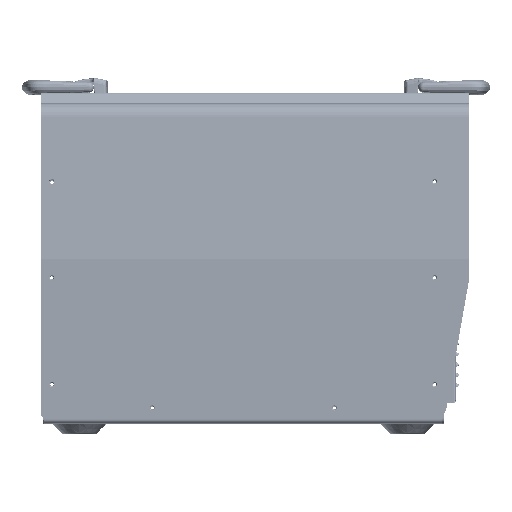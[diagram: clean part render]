
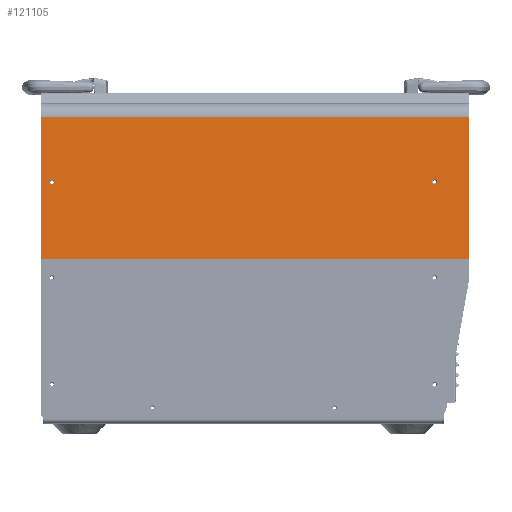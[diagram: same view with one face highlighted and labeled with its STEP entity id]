
A CAD part, top view. The second image highlights one B-rep face of the part: STEP entity #121105.
In plain terms, the highlighted planar face has unit normal (0, 0.087, 0.996).
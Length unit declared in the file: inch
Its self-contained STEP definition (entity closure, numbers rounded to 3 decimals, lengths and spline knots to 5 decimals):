
#1081 = CARTESIAN_POINT ( 'NONE',  ( 0.358, 11.14994, 5.6215 ) ) ;
#2311 = CARTESIAN_POINT ( 'NONE',  ( 0.358, 11.02541, 5.63239 ) ) ;
#4920 = EDGE_LOOP ( 'NONE', ( #43893, #138436 ) ) ;
#7057 = LINE ( 'NONE', #13664, #117787 ) ;
#13664 = CARTESIAN_POINT ( 'NONE',  ( 20.398, 33.41688, 3.67339 ) ) ;
#14144 = DIRECTION ( 'NONE',  ( 0., -0.087, -0.996 ) ) ;
#17704 = VERTEX_POINT ( 'NONE', #148699 ) ;
#21457 = VECTOR ( 'NONE', #141694, 39.37008 ) ;
#22036 = DIRECTION ( 'NONE',  ( 0., 0.996, -0.087 ) ) ;
#28476 = AXIS2_PLACEMENT_3D ( 'NONE', #171952, #54054, #191815 ) ;
#33921 = EDGE_LOOP ( 'NONE', ( #243608, #195881 ) ) ;
#34719 = EDGE_CURVE ( 'NONE', #149328, #243141, #114698, .T. ) ;
#36838 = CARTESIAN_POINT ( 'NONE',  ( 20.398, 14.11882, 5.36175 ) ) ;
#43893 = ORIENTED_EDGE ( 'NONE', *, *, #120620, .T. ) ;
#52826 = PLANE ( 'NONE',  #119411 ) ;
#53356 = VERTEX_POINT ( 'NONE', #194556 ) ;
#54054 = DIRECTION ( 'NONE',  ( 0., -0.087, -0.996 ) ) ;
#54205 = VERTEX_POINT ( 'NONE', #121782 ) ;
#59114 = EDGE_CURVE ( 'NONE', #134913, #90149, #179902, .T. ) ;
#65250 = AXIS2_PLACEMENT_3D ( 'NONE', #107175, #244864, #126930 ) ;
#68332 = CARTESIAN_POINT ( 'NONE',  ( 18.734, 11.02541, 5.63239 ) ) ;
#71801 = FACE_BOUND ( 'NONE', #4920, .T. ) ;
#73187 = ORIENTED_EDGE ( 'NONE', *, *, #98871, .F. ) ;
#82540 = CARTESIAN_POINT ( 'NONE',  ( 18.682, 14.11882, 5.36175 ) ) ;
#88140 = DIRECTION ( 'NONE',  ( 0., 0.996, -0.087 ) ) ;
#90149 = VERTEX_POINT ( 'NONE', #171470 ) ;
#96820 = EDGE_CURVE ( 'NONE', #166811, #17704, #112375, .T. ) ;
#98871 = EDGE_CURVE ( 'NONE', #134913, #54205, #7057, .T. ) ;
#99406 = CARTESIAN_POINT ( 'NONE',  ( 18.682, 7.28899, 5.95929 ) ) ;
#102854 = AXIS2_PLACEMENT_3D ( 'NONE', #68332, #206139, #88140 ) ;
#103996 = EDGE_CURVE ( 'NONE', #243141, #149328, #189796, .T. ) ;
#107087 = CARTESIAN_POINT ( 'NONE',  ( 18.734, 10.90089, 5.64329 ) ) ;
#107175 = CARTESIAN_POINT ( 'NONE',  ( 18.734, 11.02541, 5.63239 ) ) ;
#112375 = CIRCLE ( 'NONE', #65250, 0.125 ) ;
#114698 = CIRCLE ( 'NONE', #28476, 0.125 ) ;
#117787 = VECTOR ( 'NONE', #151214, 39.37008 ) ;
#119411 = AXIS2_PLACEMENT_3D ( 'NONE', #249857, #14144, #151709 ) ;
#120620 = EDGE_CURVE ( 'NONE', #17704, #166811, #129995, .T. ) ;
#121105 = ADVANCED_FACE ( 'NONE', ( #176544, #71801, #216649 ), #52826, .F. ) ;
#121782 = CARTESIAN_POINT ( 'NONE',  ( 20.398, 7.28899, 5.95929 ) ) ;
#122855 = ORIENTED_EDGE ( 'NONE', *, *, #197489, .F. ) ;
#126930 = DIRECTION ( 'NONE',  ( 0., 0.996, -0.087 ) ) ;
#129995 = CIRCLE ( 'NONE', #102854, 0.125 ) ;
#134913 = VERTEX_POINT ( 'NONE', #36838 ) ;
#138436 = ORIENTED_EDGE ( 'NONE', *, *, #96820, .T. ) ;
#139802 = DIRECTION ( 'NONE',  ( 0., -0.087, -0.996 ) ) ;
#141694 = DIRECTION ( 'NONE',  ( 0., 0.996, -0.087 ) ) ;
#144837 = EDGE_LOOP ( 'NONE', ( #73187, #185976, #122855, #208489 ) ) ;
#148699 = CARTESIAN_POINT ( 'NONE',  ( 18.734, 11.14994, 5.6215 ) ) ;
#149328 = VERTEX_POINT ( 'NONE', #175652 ) ;
#151214 = DIRECTION ( 'NONE',  ( 0., -0.996, 0.087 ) ) ;
#151709 = DIRECTION ( 'NONE',  ( 0., -0.996, 0.087 ) ) ;
#166811 = VERTEX_POINT ( 'NONE', #107087 ) ;
#167489 = VECTOR ( 'NONE', #221203, 39.37008 ) ;
#171470 = CARTESIAN_POINT ( 'NONE',  ( -0.165, 14.11882, 5.36175 ) ) ;
#171952 = CARTESIAN_POINT ( 'NONE',  ( 0.358, 11.02541, 5.63239 ) ) ;
#175652 = CARTESIAN_POINT ( 'NONE',  ( 0.358, 10.90089, 5.64329 ) ) ;
#176544 = FACE_BOUND ( 'NONE', #33921, .T. ) ;
#176821 = LINE ( 'NONE', #99406, #223104 ) ;
#179902 = LINE ( 'NONE', #82540, #167489 ) ;
#185976 = ORIENTED_EDGE ( 'NONE', *, *, #59114, .T. ) ;
#189796 = CIRCLE ( 'NONE', #229757, 0.125 ) ;
#191815 = DIRECTION ( 'NONE',  ( 0., 0.996, -0.087 ) ) ;
#194556 = CARTESIAN_POINT ( 'NONE',  ( -0.165, 7.28899, 5.95929 ) ) ;
#195881 = ORIENTED_EDGE ( 'NONE', *, *, #34719, .T. ) ;
#197489 = EDGE_CURVE ( 'NONE', #53356, #90149, #230924, .T. ) ;
#200190 = DIRECTION ( 'NONE',  ( -1., 0., 0. ) ) ;
#202192 = EDGE_CURVE ( 'NONE', #54205, #53356, #176821, .T. ) ;
#206139 = DIRECTION ( 'NONE',  ( 0., -0.087, -0.996 ) ) ;
#208489 = ORIENTED_EDGE ( 'NONE', *, *, #202192, .F. ) ;
#216649 = FACE_OUTER_BOUND ( 'NONE', #144837, .T. ) ;
#221203 = DIRECTION ( 'NONE',  ( -1., 0., 0. ) ) ;
#223104 = VECTOR ( 'NONE', #200190, 39.37008 ) ;
#229757 = AXIS2_PLACEMENT_3D ( 'NONE', #2311, #139802, #22036 ) ;
#230924 = LINE ( 'NONE', #239903, #21457 ) ;
#239903 = CARTESIAN_POINT ( 'NONE',  ( -0.165, 40.14618, 3.08465 ) ) ;
#243141 = VERTEX_POINT ( 'NONE', #1081 ) ;
#243608 = ORIENTED_EDGE ( 'NONE', *, *, #103996, .T. ) ;
#244864 = DIRECTION ( 'NONE',  ( 0., -0.087, -0.996 ) ) ;
#249857 = CARTESIAN_POINT ( 'NONE',  ( 18.682, 0.30935, 6.56993 ) ) ;
